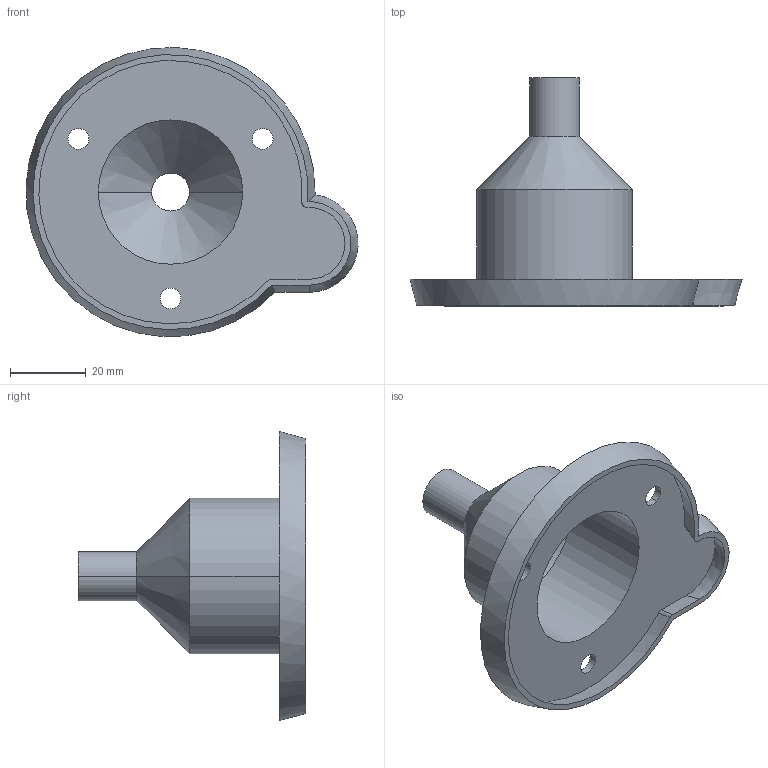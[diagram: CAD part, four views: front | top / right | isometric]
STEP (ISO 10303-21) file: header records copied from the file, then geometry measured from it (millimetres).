
FILE_DESCRIPTION((''),'2;1');
FILE_NAME('036252','2020-06-03T15:18:27',('teru'),(''),'CREO PARAMETRIC BY PTC INC, 2017380','CREO PARAMETRIC BY PTC INC, 2017380','');
FILE_SCHEMA(('CONFIG_CONTROL_DESIGN'));
Length unit declared in the file: millimetre
Products named in the file (1): 036252
Bounding box: 87.4 x 60 x 76.09 mm (x, y, z)
Volume: 16666.1 mm3; surface area: 20559.3 mm2
Topology: 1 solids, 1 shells, 34 faces, 82 edges, 52 vertices
Faces by surface type: cylinder 14, cone 8, plane 8, bspline 3, extrusion 1
Entity records: 1164 total; most frequent: CARTESIAN_POINT 321, DIRECTION 165, ORIENTED_EDGE 164, EDGE_CURVE 82, AXIS2_PLACEMENT_3D 67, VERTEX_POINT 52, EDGE_LOOP 44, CIRCLE 37
